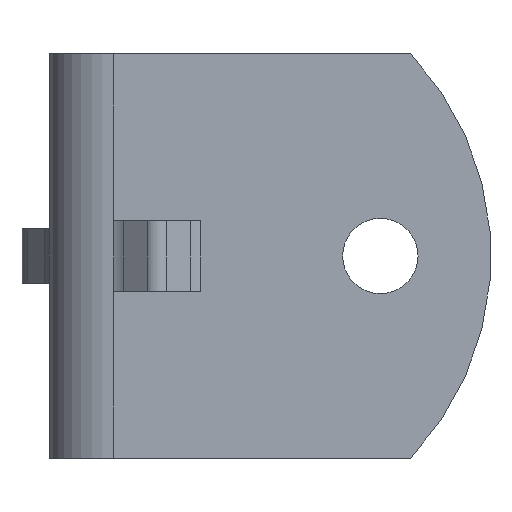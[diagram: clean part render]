
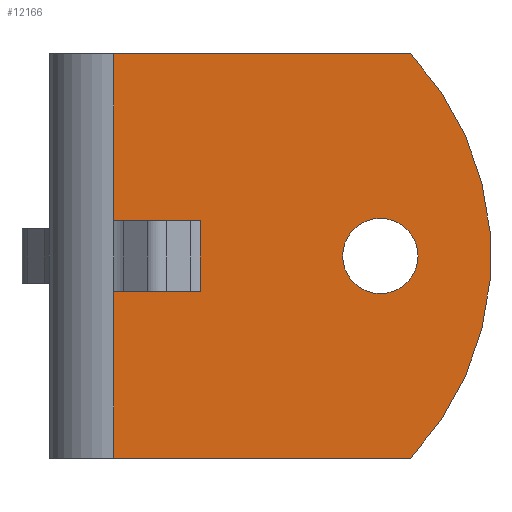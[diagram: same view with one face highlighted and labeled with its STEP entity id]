
A CAD part, front view. The second image highlights one B-rep face of the part: STEP entity #12166.
In plain terms, the highlighted planar face has unit normal (0, -1, 0).
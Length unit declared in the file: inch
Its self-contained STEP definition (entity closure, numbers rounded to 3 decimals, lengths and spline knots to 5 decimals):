
#125 = CARTESIAN_POINT ( 'NONE',  ( -0.494, -0.016, 0.4035 ) ) ;
#141 = ORIENTED_EDGE ( 'NONE', *, *, #10073, .T. ) ;
#427 = CARTESIAN_POINT ( 'NONE',  ( -0.641, -0.016, 0.687 ) ) ;
#477 = PLANE ( 'NONE',  #15503 ) ;
#634 = VERTEX_POINT ( 'NONE', #1643 ) ;
#639 = DIRECTION ( 'NONE',  ( -1., 0., 0. ) ) ;
#642 = LINE ( 'NONE', #4766, #3753 ) ;
#733 = VECTOR ( 'NONE', #14379, 39.37008 ) ;
#810 = ORIENTED_EDGE ( 'NONE', *, *, #13588, .T. ) ;
#841 = DIRECTION ( 'NONE',  ( -1., 0., 0. ) ) ;
#866 = LINE ( 'NONE', #2300, #7431 ) ;
#1007 = CARTESIAN_POINT ( 'NONE',  ( 0., -0.016, 0.687 ) ) ;
#1355 = CARTESIAN_POINT ( 'NONE',  ( -0.641, -0.016, 0.687 ) ) ;
#1417 = CARTESIAN_POINT ( 'NONE',  ( -0.61192, -0.016, 0.4035 ) ) ;
#1484 = VECTOR ( 'NONE', #11779, 39.37008 ) ;
#1643 = CARTESIAN_POINT ( 'NONE',  ( -0.641, -0.016, 0. ) ) ;
#1797 = DIRECTION ( 'NONE',  ( 0., -1., 0. ) ) ;
#1832 = ORIENTED_EDGE ( 'NONE', *, *, #13925, .T. ) ;
#1952 = VERTEX_POINT ( 'NONE', #2439 ) ;
#2182 = VERTEX_POINT ( 'NONE', #4457 ) ;
#2229 = EDGE_CURVE ( 'NONE', #11934, #634, #11973, .T. ) ;
#2300 = CARTESIAN_POINT ( 'NONE',  ( 0., -0.016, 0.2835 ) ) ;
#2369 = EDGE_CURVE ( 'NONE', #8155, #9692, #16103, .T. ) ;
#2439 = CARTESIAN_POINT ( 'NONE',  ( -0.641, -0.016, 0.4035 ) ) ;
#2469 = ORIENTED_EDGE ( 'NONE', *, *, #4116, .T. ) ;
#2655 = DIRECTION ( 'NONE',  ( -1., 0., 0. ) ) ;
#2711 = ORIENTED_EDGE ( 'NONE', *, *, #2229, .F. ) ;
#3286 = ORIENTED_EDGE ( 'NONE', *, *, #2369, .F. ) ;
#3421 = LINE ( 'NONE', #5184, #733 ) ;
#3435 = VERTEX_POINT ( 'NONE', #125 ) ;
#3542 = VECTOR ( 'NONE', #16817, 39.37008 ) ;
#3579 = FACE_BOUND ( 'NONE', #14683, .T. ) ;
#3740 = EDGE_CURVE ( 'NONE', #2182, #11934, #4666, .T. ) ;
#3753 = VECTOR ( 'NONE', #841, 39.37008 ) ;
#3766 = EDGE_CURVE ( 'NONE', #1952, #16250, #3421, .T. ) ;
#3803 = CARTESIAN_POINT ( 'NONE',  ( -0.5, -0.016, 0.3435 ) ) ;
#3989 = VERTEX_POINT ( 'NONE', #11052 ) ;
#4004 = CARTESIAN_POINT ( 'NONE',  ( -0.494, -0.016, 0.2835 ) ) ;
#4116 = EDGE_CURVE ( 'NONE', #14155, #1952, #7922, .T. ) ;
#4457 = CARTESIAN_POINT ( 'NONE',  ( -0.13667, -0.016, 0.687 ) ) ;
#4629 = VERTEX_POINT ( 'NONE', #11295 ) ;
#4666 = CIRCLE ( 'NONE', #16134, 0.5 ) ;
#4766 = CARTESIAN_POINT ( 'NONE',  ( 0., -0.016, 0.2835 ) ) ;
#4785 = CARTESIAN_POINT ( 'NONE',  ( -0.52308, -0.016, 0.4035 ) ) ;
#4831 = LINE ( 'NONE', #427, #14915 ) ;
#4995 = LINE ( 'NONE', #1007, #1484 ) ;
#5039 = ORIENTED_EDGE ( 'NONE', *, *, #7117, .F. ) ;
#5128 = DIRECTION ( 'NONE',  ( 0., 0., 1. ) ) ;
#5184 = CARTESIAN_POINT ( 'NONE',  ( 0., -0.016, 0.4035 ) ) ;
#5558 = DIRECTION ( 'NONE',  ( 1., 0., 0. ) ) ;
#5664 = CARTESIAN_POINT ( 'NONE',  ( 0., -0.016, 0.687 ) ) ;
#6218 = LINE ( 'NONE', #11645, #12409 ) ;
#6329 = ORIENTED_EDGE ( 'NONE', *, *, #15437, .F. ) ;
#6369 = LINE ( 'NONE', #7758, #12554 ) ;
#6552 = VERTEX_POINT ( 'NONE', #15988 ) ;
#6865 = AXIS2_PLACEMENT_3D ( 'NONE', #7026, #16274, #8376 ) ;
#6959 = EDGE_CURVE ( 'NONE', #6552, #4629, #866, .T. ) ;
#7006 = ORIENTED_EDGE ( 'NONE', *, *, #6959, .T. ) ;
#7026 = CARTESIAN_POINT ( 'NONE',  ( -0.188, -0.016, 0.3435 ) ) ;
#7046 = FACE_OUTER_BOUND ( 'NONE', #14804, .T. ) ;
#7117 = EDGE_CURVE ( 'NONE', #11229, #16250, #6218, .T. ) ;
#7202 = VECTOR ( 'NONE', #639, 39.37008 ) ;
#7289 = CIRCLE ( 'NONE', #6865, 0.064 ) ;
#7418 = LINE ( 'NONE', #15470, #3542 ) ;
#7431 = VECTOR ( 'NONE', #2655, 39.37008 ) ;
#7516 = DIRECTION ( 'NONE',  ( 0., -1., 0. ) ) ;
#7614 = EDGE_CURVE ( 'NONE', #3989, #4629, #8272, .T. ) ;
#7758 = CARTESIAN_POINT ( 'NONE',  ( 0., -0.016, 0.4035 ) ) ;
#7786 = DIRECTION ( 'NONE',  ( 0., 0., -1. ) ) ;
#7922 = LINE ( 'NONE', #17029, #11443 ) ;
#8155 = VERTEX_POINT ( 'NONE', #15740 ) ;
#8272 = LINE ( 'NONE', #14764, #8696 ) ;
#8376 = DIRECTION ( 'NONE',  ( 1., 0., 0. ) ) ;
#8668 = ORIENTED_EDGE ( 'NONE', *, *, #7614, .F. ) ;
#8696 = VECTOR ( 'NONE', #5558, 39.37008 ) ;
#9163 = EDGE_CURVE ( 'NONE', #9692, #8155, #7289, .T. ) ;
#9692 = VERTEX_POINT ( 'NONE', #13790 ) ;
#9768 = DIRECTION ( 'NONE',  ( 0., 0., -1. ) ) ;
#9872 = CARTESIAN_POINT ( 'NONE',  ( 0., -0.016, 0. ) ) ;
#9938 = VERTEX_POINT ( 'NONE', #4004 ) ;
#10073 = EDGE_CURVE ( 'NONE', #3989, #634, #4831, .T. ) ;
#10621 = ORIENTED_EDGE ( 'NONE', *, *, #3740, .F. ) ;
#11030 = DIRECTION ( 'NONE',  ( 1., 0., 0. ) ) ;
#11052 = CARTESIAN_POINT ( 'NONE',  ( -0.641, -0.016, 0.2835 ) ) ;
#11229 = VERTEX_POINT ( 'NONE', #4785 ) ;
#11295 = CARTESIAN_POINT ( 'NONE',  ( -0.61192, -0.016, 0.2835 ) ) ;
#11443 = VECTOR ( 'NONE', #7786, 39.37008 ) ;
#11645 = CARTESIAN_POINT ( 'NONE',  ( 0., -0.016, 0.4035 ) ) ;
#11779 = DIRECTION ( 'NONE',  ( -1., 0., 0. ) ) ;
#11934 = VERTEX_POINT ( 'NONE', #16961 ) ;
#11973 = LINE ( 'NONE', #9872, #7202 ) ;
#12166 = ADVANCED_FACE ( 'NONE', ( #3579, #7046 ), #477, .T. ) ;
#12409 = VECTOR ( 'NONE', #14276, 39.37008 ) ;
#12554 = VECTOR ( 'NONE', #15672, 39.37008 ) ;
#12996 = DIRECTION ( 'NONE',  ( 0., 1., 0. ) ) ;
#13058 = EDGE_CURVE ( 'NONE', #2182, #14155, #4995, .T. ) ;
#13588 = EDGE_CURVE ( 'NONE', #3435, #9938, #7418, .T. ) ;
#13790 = CARTESIAN_POINT ( 'NONE',  ( -0.124, -0.016, 0.3435 ) ) ;
#13925 = EDGE_CURVE ( 'NONE', #9938, #6552, #642, .T. ) ;
#14155 = VERTEX_POINT ( 'NONE', #1355 ) ;
#14221 = AXIS2_PLACEMENT_3D ( 'NONE', #15420, #7516, #16765 ) ;
#14276 = DIRECTION ( 'NONE',  ( -1., 0., 0. ) ) ;
#14379 = DIRECTION ( 'NONE',  ( 1., 0., 0. ) ) ;
#14536 = ORIENTED_EDGE ( 'NONE', *, *, #13058, .T. ) ;
#14575 = ORIENTED_EDGE ( 'NONE', *, *, #9163, .F. ) ;
#14683 = EDGE_LOOP ( 'NONE', ( #14575, #3286 ) ) ;
#14764 = CARTESIAN_POINT ( 'NONE',  ( 0., -0.016, 0.2835 ) ) ;
#14804 = EDGE_LOOP ( 'NONE', ( #2469, #16434, #5039, #6329, #810, #1832, #7006, #8668, #141, #2711, #10621, #14536 ) ) ;
#14915 = VECTOR ( 'NONE', #9768, 39.37008 ) ;
#15420 = CARTESIAN_POINT ( 'NONE',  ( -0.188, -0.016, 0.3435 ) ) ;
#15437 = EDGE_CURVE ( 'NONE', #3435, #11229, #6369, .T. ) ;
#15470 = CARTESIAN_POINT ( 'NONE',  ( -0.494, -0.016, 0.687 ) ) ;
#15503 = AXIS2_PLACEMENT_3D ( 'NONE', #5664, #1797, #11030 ) ;
#15672 = DIRECTION ( 'NONE',  ( -1., 0., 0. ) ) ;
#15740 = CARTESIAN_POINT ( 'NONE',  ( -0.252, -0.016, 0.3435 ) ) ;
#15988 = CARTESIAN_POINT ( 'NONE',  ( -0.52308, -0.016, 0.2835 ) ) ;
#16103 = CIRCLE ( 'NONE', #14221, 0.064 ) ;
#16134 = AXIS2_PLACEMENT_3D ( 'NONE', #3803, #12996, #5128 ) ;
#16250 = VERTEX_POINT ( 'NONE', #1417 ) ;
#16274 = DIRECTION ( 'NONE',  ( 0., -1., 0. ) ) ;
#16434 = ORIENTED_EDGE ( 'NONE', *, *, #3766, .T. ) ;
#16765 = DIRECTION ( 'NONE',  ( 1., 0., 0. ) ) ;
#16817 = DIRECTION ( 'NONE',  ( 0., 0., -1. ) ) ;
#16961 = CARTESIAN_POINT ( 'NONE',  ( -0.13667, -0.016, 0. ) ) ;
#17029 = CARTESIAN_POINT ( 'NONE',  ( -0.641, -0.016, 0.687 ) ) ;
